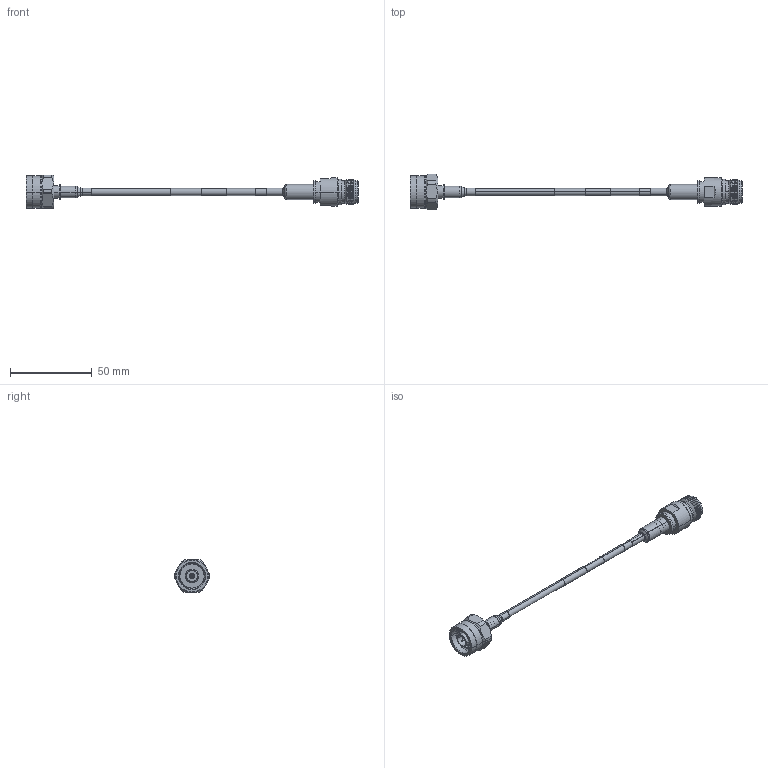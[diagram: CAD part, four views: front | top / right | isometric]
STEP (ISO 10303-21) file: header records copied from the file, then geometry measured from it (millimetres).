
FILE_DESCRIPTION (( 'STEP AP214' ), '1' );
FILE_NAME ('LCCA31070.step', '2022-10-04T19:24:01', ( '' ), ( '' ), 'SwSTEP 2.0', 'SolidWorks 2021', '' );
FILE_SCHEMA (( 'AUTOMOTIVE_DESIGN' ));
Length unit declared in the file: millimetre
Products named in the file (7): TC-402-NM-LP-PE^LCCA31070; LCCA31070; LABEL1^LCCA31070; TC-402-NF-LP-PE^LCCA31070; TFT-402-MA1^LCCA31070; CA-195R-MA1^LCCA31070_.345" OD AT FERRULE; TFT-5G-402^LCCA31070_WITH LABEL
Assembly tree (6 placements, depth 2):
  LCCA31070
    TFT-5G-402^LCCA31070_WITH LABEL
    LABEL1^LCCA31070
    TC-402-NM-LP-PE^LCCA31070
    TFT-402-MA1^LCCA31070
    TC-402-NF-LP-PE^LCCA31070
    CA-195R-MA1^LCCA31070_.345" OD AT FERRULE
Bounding box: 202.91 x 21.9 x 20.28 mm (x, y, z)
Volume: 11399.7 mm3; surface area: 11219.4 mm2
Topology: 7 solids, 7 shells, 274 faces, 588 edges, 357 vertices
Faces by surface type: cylinder 120, cone 66, plane 62, torus 24, bspline 2
Entity records: 8957 total; most frequent: CARTESIAN_POINT 2520, DIRECTION 1415, ORIENTED_EDGE 1176, AXIS2_PLACEMENT_3D 594, EDGE_CURVE 588, VERTEX_POINT 357, CIRCLE 313, EDGE_LOOP 313
